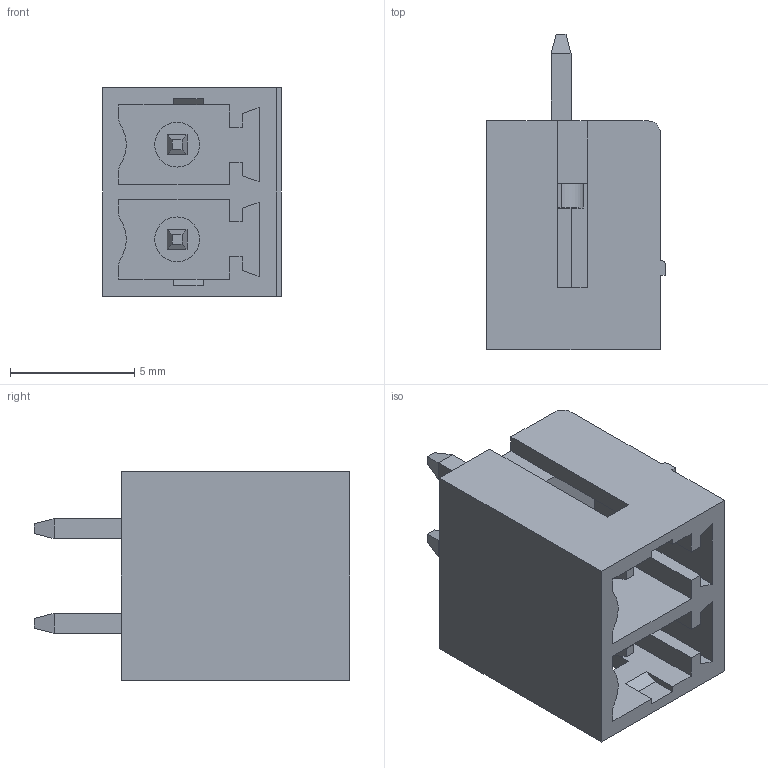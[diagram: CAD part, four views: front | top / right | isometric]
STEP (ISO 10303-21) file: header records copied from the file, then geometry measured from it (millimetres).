
FILE_DESCRIPTION(('FreeCAD Model'),'2;1');
FILE_NAME('Open CASCADE Shape Model','2024-09-16T16:43:04',('Author'),( ''),'Open CASCADE STEP processor 7.6','FreeCAD','Unknown');
FILE_SCHEMA(('AUTOMOTIVE_DESIGN { 1 0 10303 214 1 1 1 1 }'));
Length unit declared in the file: millimetre
Products named in the file (1): CUI_DEVICES_TBP02R2-381-02BE
Bounding box: 7.2 x 12.7 x 8.41 mm (x, y, z)
Volume: 323.7 mm3; surface area: 734.4 mm2
Topology: 1 solids, 1 shells, 103 faces, 271 edges, 174 vertices
Faces by surface type: plane 91, cylinder 12
Entity records: 3851 total; most frequent: CARTESIAN_POINT 549, ORIENTED_EDGE 542, DIRECTION 503, EDGE_CURVE 271, LINE 247, VECTOR 247, VERTEX_POINT 174, AXIS2_PLACEMENT_3D 128
